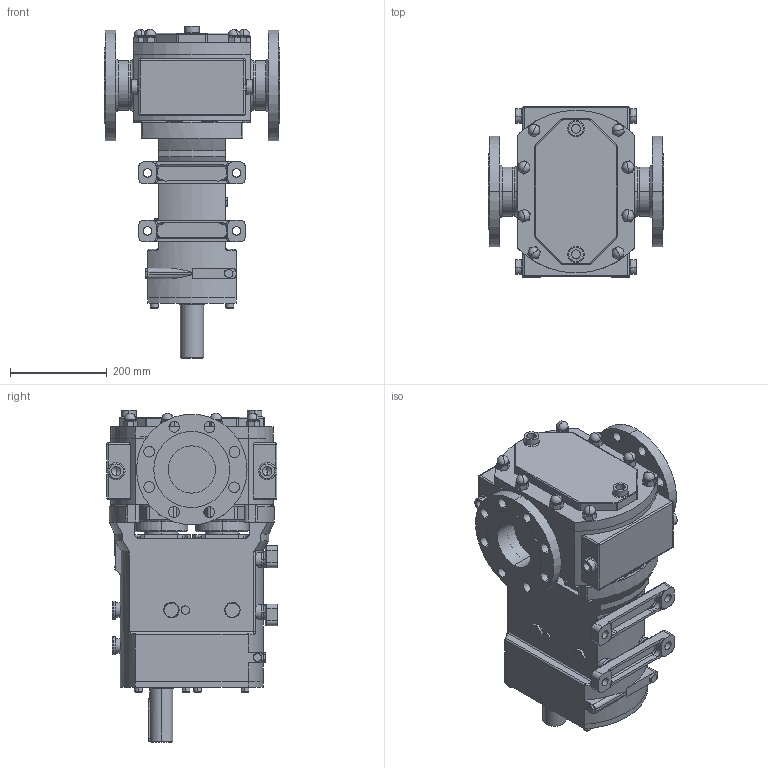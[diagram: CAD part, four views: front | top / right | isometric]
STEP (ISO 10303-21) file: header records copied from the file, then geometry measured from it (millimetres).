
FILE_DESCRIPTION (( 'STEP AP214' ), '1' );
FILE_NAME ('GA3981.STEP', '2024-11-07T16:31:34', ( '' ), ( '' ), 'SwSTEP 2.0', 'SolidWorks 2023', '' );
FILE_SCHEMA (( 'AUTOMOTIVE_DESIGN' ));
Length unit declared in the file: millimetre
Products named in the file (5): Copy of CP40L-0250 H TSD^GA3981; Copy of CP-MP40 Jacket Front Cover^GA3981; Copy of Z94-5301-66 - 4 INCH ASA 150^GA3981; Copy of CP-MP40L Jacket Rotorcase^GA3981; GA3981
Assembly tree (6 placements, depth 2):
  GA3981
    Copy of CP40L-0250 H TSD^GA3981
    Copy of Z94-5301-66 - 4 INCH ASA 150^GA3981  x2
    Copy of CP-MP40 Jacket Front Cover^GA3981
    Copy of CP-MP40L Jacket Rotorcase^GA3981  x2
Bounding box: 362 x 353 x 686.37 mm (x, y, z)
Volume: 32102964.8 mm3; surface area: 1392375.2 mm2
Topology: 6 solids, 6 shells, 1105 faces, 2850 edges, 1674 vertices
Faces by surface type: plane 395, cylinder 369, torus 152, bspline 120, cone 45, sphere 24
Entity records: 37422 total; most frequent: CARTESIAN_POINT 13043, DIRECTION 5147, ORIENTED_EDGE 5088, EDGE_CURVE 2544, AXIS2_PLACEMENT_3D 1995, VERTEX_POINT 1558, LINE 1157, VECTOR 1157
